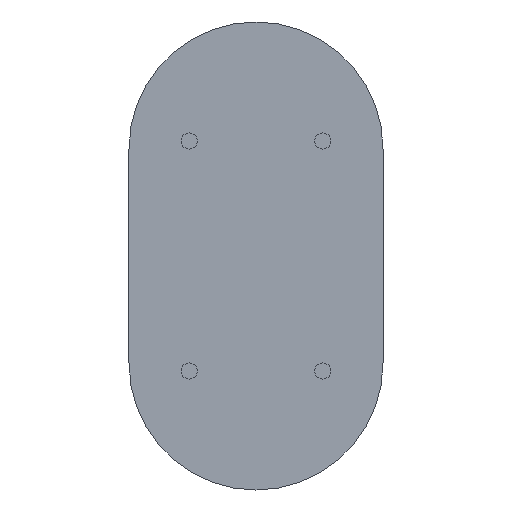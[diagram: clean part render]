
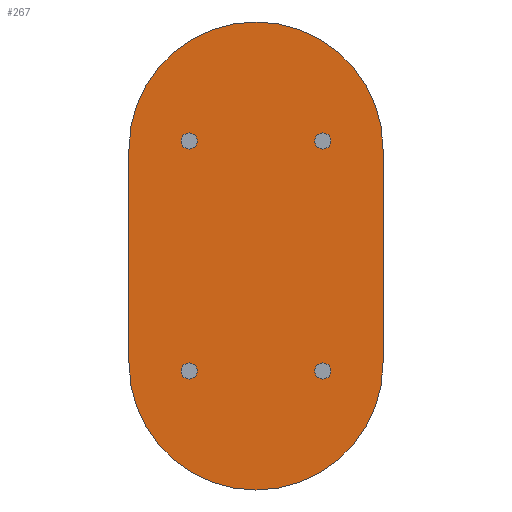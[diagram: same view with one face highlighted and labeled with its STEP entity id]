
A CAD part, front view. The second image highlights one B-rep face of the part: STEP entity #267.
In plain terms, the highlighted planar face has unit normal (0, -1, 0).
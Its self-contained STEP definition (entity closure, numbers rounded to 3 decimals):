
#3 = DIRECTION ( 'NONE',  ( 0., 0., 1. ) ) ;
#5 = CARTESIAN_POINT ( 'NONE',  ( 0., 0., 8. ) ) ;
#8 = CARTESIAN_POINT ( 'NONE',  ( 2.5, 0., -0.3 ) ) ;
#36 = DIRECTION ( 'NONE',  ( 0., 0., 1. ) ) ;
#45 = DIRECTION ( 'NONE',  ( 0., -1., 0. ) ) ;
#46 = EDGE_CURVE ( 'NONE', #70, #496, #507, .T. ) ;
#47 = AXIS2_PLACEMENT_3D ( 'NONE', #8, #312, #186 ) ;
#48 = AXIS2_PLACEMENT_3D ( 'NONE', #5, #352, #36 ) ;
#49 = LINE ( 'NONE', #236, #344 ) ;
#50 = FACE_BOUND ( 'NONE', #411, .T. ) ;
#52 = EDGE_CURVE ( 'NONE', #154, #335, #49, .T. ) ;
#55 = AXIS2_PLACEMENT_3D ( 'NONE', #340, #260, #336 ) ;
#56 = FACE_OUTER_BOUND ( 'NONE', #378, .T. ) ;
#62 = ORIENTED_EDGE ( 'NONE', *, *, #443, .F. ) ;
#63 = CIRCLE ( 'NONE', #47, 0.3 ) ;
#65 = VERTEX_POINT ( 'NONE', #501 ) ;
#66 = DIRECTION ( 'NONE',  ( 0., 1., 0. ) ) ;
#68 = DIRECTION ( 'NONE',  ( 0., -1., 0. ) ) ;
#70 = VERTEX_POINT ( 'NONE', #217 ) ;
#72 = CARTESIAN_POINT ( 'NONE',  ( 0., 0., -4.75 ) ) ;
#75 = ORIENTED_EDGE ( 'NONE', *, *, #311, .F. ) ;
#82 = EDGE_CURVE ( 'NONE', #502, #65, #394, .T. ) ;
#83 = ORIENTED_EDGE ( 'NONE', *, *, #506, .F. ) ;
#86 = AXIS2_PLACEMENT_3D ( 'NONE', #291, #473, #438 ) ;
#94 = CIRCLE ( 'NONE', #410, 0.3 ) ;
#100 = AXIS2_PLACEMENT_3D ( 'NONE', #117, #133, #422 ) ;
#102 = CARTESIAN_POINT ( 'NONE',  ( -2.5, 0., 8.3 ) ) ;
#109 = CARTESIAN_POINT ( 'NONE',  ( 2.5, 0., -0.3 ) ) ;
#110 = VERTEX_POINT ( 'NONE', #167 ) ;
#117 = CARTESIAN_POINT ( 'NONE',  ( -2.5, 0., -0.3 ) ) ;
#120 = EDGE_CURVE ( 'NONE', #433, #481, #522, .T. ) ;
#133 = DIRECTION ( 'NONE',  ( 0., -1., 0. ) ) ;
#134 = DIRECTION ( 'NONE',  ( 0., 1., 0. ) ) ;
#137 = CARTESIAN_POINT ( 'NONE',  ( 2.5, 0., 8.3 ) ) ;
#143 = PLANE ( 'NONE',  #372 ) ;
#146 = ORIENTED_EDGE ( 'NONE', *, *, #52, .F. ) ;
#153 = DIRECTION ( 'NONE',  ( 0., 0., -1. ) ) ;
#154 = VERTEX_POINT ( 'NONE', #511 ) ;
#155 = CARTESIAN_POINT ( 'NONE',  ( 2.5, 0., -0.6 ) ) ;
#158 = ORIENTED_EDGE ( 'NONE', *, *, #82, .F. ) ;
#161 = VECTOR ( 'NONE', #405, 1000. ) ;
#163 = CARTESIAN_POINT ( 'NONE',  ( 2.5, 0., 8.3 ) ) ;
#167 = CARTESIAN_POINT ( 'NONE',  ( -4.75, 0., 0. ) ) ;
#171 = DIRECTION ( 'NONE',  ( 0., -1., 0. ) ) ;
#177 = AXIS2_PLACEMENT_3D ( 'NONE', #109, #494, #202 ) ;
#186 = DIRECTION ( 'NONE',  ( 0., 0., 1. ) ) ;
#189 = AXIS2_PLACEMENT_3D ( 'NONE', #137, #448, #492 ) ;
#191 = ORIENTED_EDGE ( 'NONE', *, *, #120, .F. ) ;
#196 = CARTESIAN_POINT ( 'NONE',  ( 4.75, 0., 0. ) ) ;
#202 = DIRECTION ( 'NONE',  ( 0., 0., 1. ) ) ;
#205 = CARTESIAN_POINT ( 'NONE',  ( 2.5, 0., 0. ) ) ;
#209 = CIRCLE ( 'NONE', #48, 4.75 ) ;
#212 = EDGE_CURVE ( 'NONE', #454, #556, #63, .T. ) ;
#217 = CARTESIAN_POINT ( 'NONE',  ( -2.5, 0., 8.6 ) ) ;
#228 = CARTESIAN_POINT ( 'NONE',  ( -4.75, 0., 0. ) ) ;
#236 = CARTESIAN_POINT ( 'NONE',  ( 4.75, 0., 0. ) ) ;
#237 = ORIENTED_EDGE ( 'NONE', *, *, #453, .F. ) ;
#251 = ORIENTED_EDGE ( 'NONE', *, *, #212, .F. ) ;
#260 = DIRECTION ( 'NONE',  ( 0., 1., 0. ) ) ;
#265 = FACE_BOUND ( 'NONE', #390, .T. ) ;
#267 = ADVANCED_FACE ( 'NONE', ( #265, #446, #528, #50, #56 ), #143, .F. ) ;
#269 = AXIS2_PLACEMENT_3D ( 'NONE', #482, #45, #3 ) ;
#270 = CIRCLE ( 'NONE', #315, 4.75 ) ;
#277 = CARTESIAN_POINT ( 'NONE',  ( 0., 0., 0. ) ) ;
#280 = EDGE_CURVE ( 'NONE', #110, #549, #317, .T. ) ;
#290 = ORIENTED_EDGE ( 'NONE', *, *, #280, .F. ) ;
#291 = CARTESIAN_POINT ( 'NONE',  ( -2.5, 0., 8.3 ) ) ;
#311 = EDGE_CURVE ( 'NONE', #65, #502, #439, .T. ) ;
#312 = DIRECTION ( 'NONE',  ( 0., -1., 0. ) ) ;
#315 = AXIS2_PLACEMENT_3D ( 'NONE', #277, #66, #544 ) ;
#317 = LINE ( 'NONE', #228, #161 ) ;
#319 = EDGE_CURVE ( 'NONE', #496, #70, #94, .T. ) ;
#324 = DIRECTION ( 'NONE',  ( 0., 0., 1. ) ) ;
#332 = CIRCLE ( 'NONE', #177, 0.3 ) ;
#335 = VERTEX_POINT ( 'NONE', #196 ) ;
#336 = DIRECTION ( 'NONE',  ( 0., 0., 1. ) ) ;
#339 = EDGE_LOOP ( 'NONE', ( #158, #75 ) ) ;
#340 = CARTESIAN_POINT ( 'NONE',  ( 0., 0., 0. ) ) ;
#344 = VECTOR ( 'NONE', #153, 1000. ) ;
#352 = DIRECTION ( 'NONE',  ( 0., 1., 0. ) ) ;
#364 = CIRCLE ( 'NONE', #55, 4.75 ) ;
#369 = ORIENTED_EDGE ( 'NONE', *, *, #527, .F. ) ;
#372 = AXIS2_PLACEMENT_3D ( 'NONE', #444, #134, #441 ) ;
#376 = ORIENTED_EDGE ( 'NONE', *, *, #538, .F. ) ;
#378 = EDGE_LOOP ( 'NONE', ( #376, #146, #83, #290, #237 ) ) ;
#390 = EDGE_LOOP ( 'NONE', ( #62, #251 ) ) ;
#394 = CIRCLE ( 'NONE', #475, 0.3 ) ;
#405 = DIRECTION ( 'NONE',  ( 0., 0., 1. ) ) ;
#410 = AXIS2_PLACEMENT_3D ( 'NONE', #102, #68, #324 ) ;
#411 = EDGE_LOOP ( 'NONE', ( #468, #555 ) ) ;
#415 = EDGE_LOOP ( 'NONE', ( #191, #369 ) ) ;
#422 = DIRECTION ( 'NONE',  ( 0., 0., 1. ) ) ;
#433 = VERTEX_POINT ( 'NONE', #455 ) ;
#438 = DIRECTION ( 'NONE',  ( 0., 0., 1. ) ) ;
#439 = CIRCLE ( 'NONE', #189, 0.3 ) ;
#441 = DIRECTION ( 'NONE',  ( 0., 0., 1. ) ) ;
#443 = EDGE_CURVE ( 'NONE', #556, #454, #332, .T. ) ;
#444 = CARTESIAN_POINT ( 'NONE',  ( 0., 0., 0. ) ) ;
#446 = FACE_BOUND ( 'NONE', #415, .T. ) ;
#448 = DIRECTION ( 'NONE',  ( 0., -1., 0. ) ) ;
#453 = EDGE_CURVE ( 'NONE', #471, #110, #270, .T. ) ;
#454 = VERTEX_POINT ( 'NONE', #155 ) ;
#455 = CARTESIAN_POINT ( 'NONE',  ( -2.5, 0., 0. ) ) ;
#464 = CIRCLE ( 'NONE', #100, 0.3 ) ;
#468 = ORIENTED_EDGE ( 'NONE', *, *, #46, .F. ) ;
#471 = VERTEX_POINT ( 'NONE', #72 ) ;
#472 = CARTESIAN_POINT ( 'NONE',  ( 2.5, 0., 8.6 ) ) ;
#473 = DIRECTION ( 'NONE',  ( 0., -1., 0. ) ) ;
#475 = AXIS2_PLACEMENT_3D ( 'NONE', #163, #171, #516 ) ;
#481 = VERTEX_POINT ( 'NONE', #505 ) ;
#482 = CARTESIAN_POINT ( 'NONE',  ( -2.5, 0., -0.3 ) ) ;
#492 = DIRECTION ( 'NONE',  ( 0., 0., 1. ) ) ;
#494 = DIRECTION ( 'NONE',  ( 0., -1., 0. ) ) ;
#496 = VERTEX_POINT ( 'NONE', #513 ) ;
#501 = CARTESIAN_POINT ( 'NONE',  ( 2.5, 0., 8. ) ) ;
#502 = VERTEX_POINT ( 'NONE', #472 ) ;
#505 = CARTESIAN_POINT ( 'NONE',  ( -2.5, 0., -0.6 ) ) ;
#506 = EDGE_CURVE ( 'NONE', #549, #154, #209, .T. ) ;
#507 = CIRCLE ( 'NONE', #86, 0.3 ) ;
#509 = CARTESIAN_POINT ( 'NONE',  ( -4.75, 0., 8. ) ) ;
#511 = CARTESIAN_POINT ( 'NONE',  ( 4.75, 0., 8. ) ) ;
#513 = CARTESIAN_POINT ( 'NONE',  ( -2.5, 0., 8. ) ) ;
#516 = DIRECTION ( 'NONE',  ( 0., 0., 1. ) ) ;
#522 = CIRCLE ( 'NONE', #269, 0.3 ) ;
#527 = EDGE_CURVE ( 'NONE', #481, #433, #464, .T. ) ;
#528 = FACE_BOUND ( 'NONE', #339, .T. ) ;
#538 = EDGE_CURVE ( 'NONE', #335, #471, #364, .T. ) ;
#544 = DIRECTION ( 'NONE',  ( 0., 0., 1. ) ) ;
#549 = VERTEX_POINT ( 'NONE', #509 ) ;
#555 = ORIENTED_EDGE ( 'NONE', *, *, #319, .F. ) ;
#556 = VERTEX_POINT ( 'NONE', #205 ) ;
